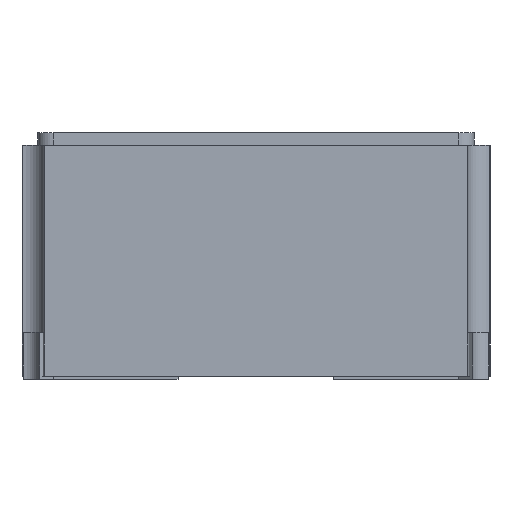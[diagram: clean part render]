
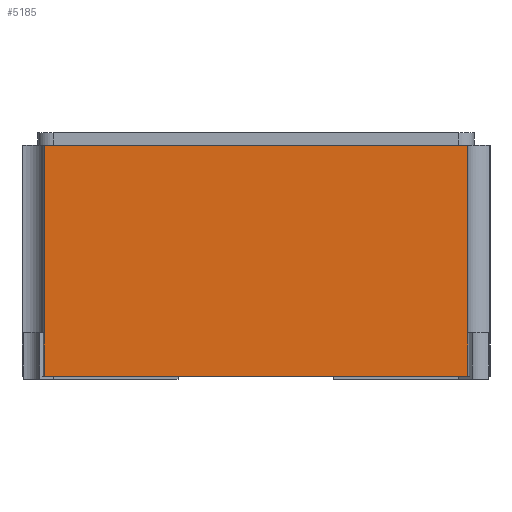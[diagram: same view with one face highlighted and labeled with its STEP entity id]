
A CAD part, left-side view. The second image highlights one B-rep face of the part: STEP entity #5185.
In plain terms, the highlighted planar face has unit normal (-1, 0, 0).
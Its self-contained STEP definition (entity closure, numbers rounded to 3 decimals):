
#761=FACE_OUTER_BOUND('',#1064,.T.);
#1064=EDGE_LOOP('',(#4580,#4581,#4582,#4583));
#1481=LINE('',#9923,#1946);
#1482=LINE('',#9925,#1947);
#1483=LINE('',#9927,#1948);
#1484=LINE('',#9928,#1949);
#1946=VECTOR('',#6141,1.);
#1947=VECTOR('',#6142,1.);
#1948=VECTOR('',#6143,1.);
#1949=VECTOR('',#6144,1.);
#2469=VERTEX_POINT('',#9921);
#2470=VERTEX_POINT('',#9922);
#2471=VERTEX_POINT('',#9924);
#2472=VERTEX_POINT('',#9926);
#3185=EDGE_CURVE('',#2469,#2470,#1481,.T.);
#3186=EDGE_CURVE('',#2470,#2471,#1482,.T.);
#3187=EDGE_CURVE('',#2472,#2471,#1483,.T.);
#3188=EDGE_CURVE('',#2469,#2472,#1484,.T.);
#4580=ORIENTED_EDGE('',*,*,#3185,.T.);
#4581=ORIENTED_EDGE('',*,*,#3186,.T.);
#4582=ORIENTED_EDGE('',*,*,#3187,.F.);
#4583=ORIENTED_EDGE('',*,*,#3188,.F.);
#4906=PLANE('',#5446);
#5185=ADVANCED_FACE('',(#761),#4906,.F.);
#5446=AXIS2_PLACEMENT_3D('',#9920,#6139,#6140);
#6139=DIRECTION('center_axis',(1.,0.,0.));
#6140=DIRECTION('ref_axis',(0.,0.,1.));
#6141=DIRECTION('',(0.,1.,0.));
#6142=DIRECTION('',(0.,0.,-1.));
#6143=DIRECTION('',(0.,1.,0.));
#6144=DIRECTION('',(0.,0.,-1.));
#9920=CARTESIAN_POINT('Origin',(-1.6,-0.75,0.01));
#9921=CARTESIAN_POINT('',(-1.6,-0.679,0.75));
#9922=CARTESIAN_POINT('',(-1.6,0.679,0.75));
#9923=CARTESIAN_POINT('',(-1.6,-0.75,0.75));
#9924=CARTESIAN_POINT('',(-1.6,0.679,0.01));
#9925=CARTESIAN_POINT('',(-1.6,0.679,0.));
#9926=CARTESIAN_POINT('',(-1.6,-0.679,0.01));
#9927=CARTESIAN_POINT('',(-1.6,-0.75,0.01));
#9928=CARTESIAN_POINT('',(-1.6,-0.679,0.));
